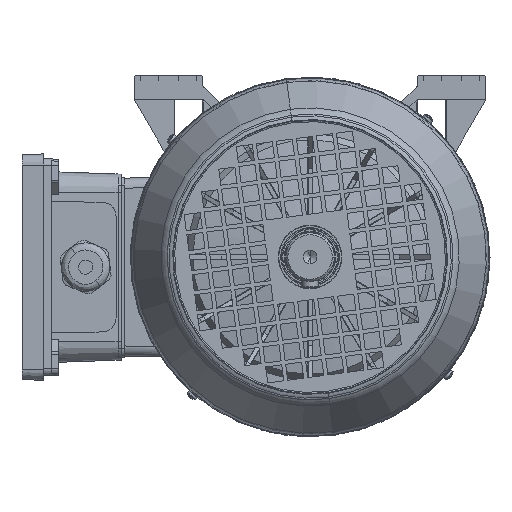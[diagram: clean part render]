
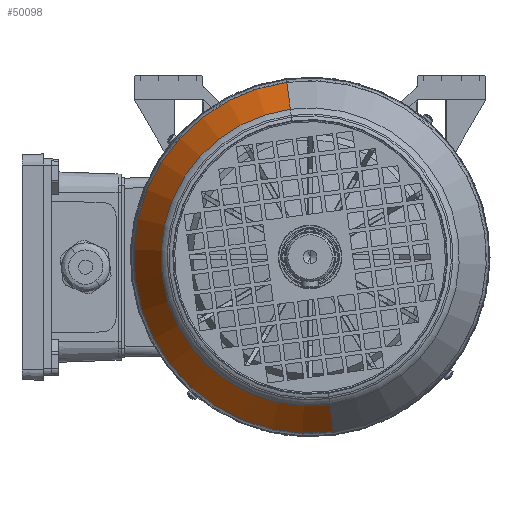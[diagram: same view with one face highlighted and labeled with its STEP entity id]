
A CAD part, left-side view. The second image highlights one B-rep face of the part: STEP entity #50098.
In plain terms, the highlighted conical face has half-angle 29.846 degrees and reference radius 71 mm.
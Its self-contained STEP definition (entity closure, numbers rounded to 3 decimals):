
#417 = CARTESIAN_POINT ( 'NONE',  ( 71.158, 0., 73.778 ) ) ;
#2452 = EDGE_LOOP ( 'NONE', ( #68957, #25454, #71795, #20962 ) ) ;
#4339 = DIRECTION ( 'NONE',  ( 0., 0., -1. ) ) ;
#6433 = AXIS2_PLACEMENT_3D ( 'NONE', #24383, #91957, #81313 ) ;
#11304 = VERTEX_POINT ( 'NONE', #35358 ) ;
#15663 = FACE_OUTER_BOUND ( 'NONE', #2452, .T. ) ;
#20962 = ORIENTED_EDGE ( 'NONE', *, *, #83876, .F. ) ;
#22042 = DIRECTION ( 'NONE',  ( 1., 0., 0. ) ) ;
#22271 = CONICAL_SURFACE ( 'NONE', #6433, 71., 0.521 ) ;
#22723 = AXIS2_PLACEMENT_3D ( 'NONE', #90025, #88156, #4339 ) ;
#24383 = CARTESIAN_POINT ( 'NONE',  ( 76., 0., 0. ) ) ;
#25454 = ORIENTED_EDGE ( 'NONE', *, *, #36550, .T. ) ;
#26776 = VERTEX_POINT ( 'NONE', #417 ) ;
#29915 = CARTESIAN_POINT ( 'NONE',  ( 76., 0., -71. ) ) ;
#30250 = VERTEX_POINT ( 'NONE', #114518 ) ;
#35358 = CARTESIAN_POINT ( 'NONE',  ( 47.812, 0., -87.174 ) ) ;
#35862 = EDGE_CURVE ( 'NONE', #26776, #44813, #96714, .T. ) ;
#36550 = EDGE_CURVE ( 'NONE', #44813, #11304, #38674, .T. ) ;
#37970 = AXIS2_PLACEMENT_3D ( 'NONE', #77767, #22042, #78977 ) ;
#38165 = DIRECTION ( 'NONE',  ( -0.867, 0., 0.498 ) ) ;
#38674 = LINE ( 'NONE', #29915, #60808 ) ;
#40987 = VECTOR ( 'NONE', #38165, 1000. ) ;
#43946 = CIRCLE ( 'NONE', #37970, 87.174 ) ;
#44813 = VERTEX_POINT ( 'NONE', #65713 ) ;
#47455 = DIRECTION ( 'NONE',  ( -0.867, 0., -0.498 ) ) ;
#50098 = ADVANCED_FACE ( 'NONE', ( #15663 ), #22271, .T. ) ;
#53454 = EDGE_CURVE ( 'NONE', #11304, #30250, #43946, .T. ) ;
#60808 = VECTOR ( 'NONE', #47455, 1000. ) ;
#65178 = LINE ( 'NONE', #122138, #40987 ) ;
#65713 = CARTESIAN_POINT ( 'NONE',  ( 71.158, 0., -73.778 ) ) ;
#68957 = ORIENTED_EDGE ( 'NONE', *, *, #35862, .T. ) ;
#71795 = ORIENTED_EDGE ( 'NONE', *, *, #53454, .T. ) ;
#77767 = CARTESIAN_POINT ( 'NONE',  ( 47.812, 0., 0. ) ) ;
#78977 = DIRECTION ( 'NONE',  ( 0., 0., -1. ) ) ;
#81313 = DIRECTION ( 'NONE',  ( 0., 0., 1. ) ) ;
#83876 = EDGE_CURVE ( 'NONE', #26776, #30250, #65178, .T. ) ;
#88156 = DIRECTION ( 'NONE',  ( -1., 0., 0. ) ) ;
#90025 = CARTESIAN_POINT ( 'NONE',  ( 71.158, 0., 0. ) ) ;
#91957 = DIRECTION ( 'NONE',  ( -1., 0., 0. ) ) ;
#96714 = CIRCLE ( 'NONE', #22723, 73.778 ) ;
#114518 = CARTESIAN_POINT ( 'NONE',  ( 47.812, 0., 87.174 ) ) ;
#122138 = CARTESIAN_POINT ( 'NONE',  ( 76., 0., 71. ) ) ;
